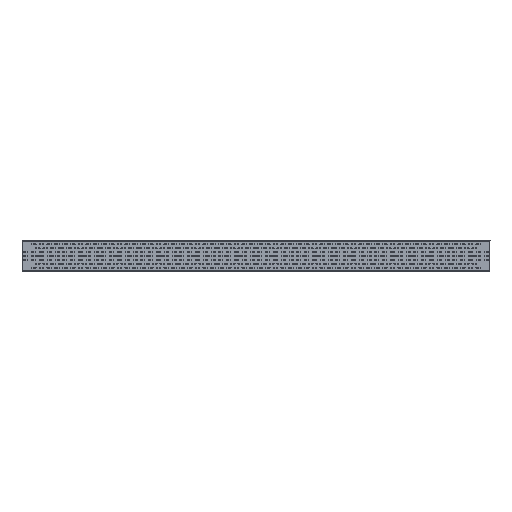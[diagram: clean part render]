
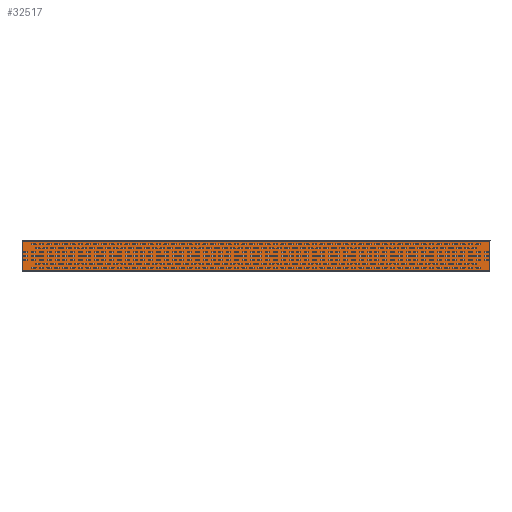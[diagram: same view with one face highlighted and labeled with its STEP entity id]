
A CAD part, top view. The second image highlights one B-rep face of the part: STEP entity #32517.
In plain terms, the highlighted planar face has unit normal (0, 0, 1).
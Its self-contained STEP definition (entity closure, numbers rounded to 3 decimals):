
#4105=PLANE('',#33955);
#5501=FACE_OUTER_BOUND('',#6897,.T.);
#6897=EDGE_LOOP('',(#27192,#27193,#27194,#27195));
#10973=LINE('',#48890,#13641);
#10999=LINE('',#48983,#13667);
#11003=LINE('',#48994,#13671);
#11008=LINE('',#49013,#13676);
#13641=VECTOR('',#38023,1.);
#13667=VECTOR('',#38117,1.);
#13671=VECTOR('',#38129,1.);
#13676=VECTOR('',#38152,1.);
#16315=VERTEX_POINT('',#48887);
#16316=VERTEX_POINT('',#48889);
#16349=VERTEX_POINT('',#48981);
#16352=VERTEX_POINT('',#48993);
#21648=EDGE_CURVE('',#16316,#16315,#10973,.T.);
#21696=EDGE_CURVE('',#16349,#16315,#10999,.F.);
#21701=EDGE_CURVE('',#16352,#16316,#11003,.T.);
#21711=EDGE_CURVE('',#16352,#16349,#11008,.T.);
#27192=ORIENTED_EDGE('',*,*,#21696,.F.);
#27193=ORIENTED_EDGE('',*,*,#21711,.F.);
#27194=ORIENTED_EDGE('',*,*,#21701,.T.);
#27195=ORIENTED_EDGE('',*,*,#21648,.T.);
#32517=ADVANCED_FACE('',(#5501),#4105,.T.);
#33955=AXIS2_PLACEMENT_3D('',#49048,#38194,#38195);
#38023=DIRECTION('',(0.,1.,0.));
#38117=DIRECTION('',(-1.,0.,0.));
#38129=DIRECTION('',(1.,0.,0.));
#38152=DIRECTION('',(0.,1.,0.));
#38194=DIRECTION('center_axis',(0.,0.,1.));
#38195=DIRECTION('ref_axis',(1.,0.,0.));
#48887=CARTESIAN_POINT('',(3178.606,146.942,-48.5));
#48889=CARTESIAN_POINT('',(3178.606,-46.058,-48.5));
#48890=CARTESIAN_POINT('',(3178.606,50.442,-48.5));
#48981=CARTESIAN_POINT('',(148.606,146.942,-48.5));
#48983=CARTESIAN_POINT('',(1663.606,146.942,-48.5));
#48993=CARTESIAN_POINT('',(148.606,-46.058,-48.5));
#48994=CARTESIAN_POINT('',(1663.606,-46.058,-48.5));
#49013=CARTESIAN_POINT('',(148.606,50.442,-48.5));
#49048=CARTESIAN_POINT('Origin',(1663.606,50.442,-48.5));
